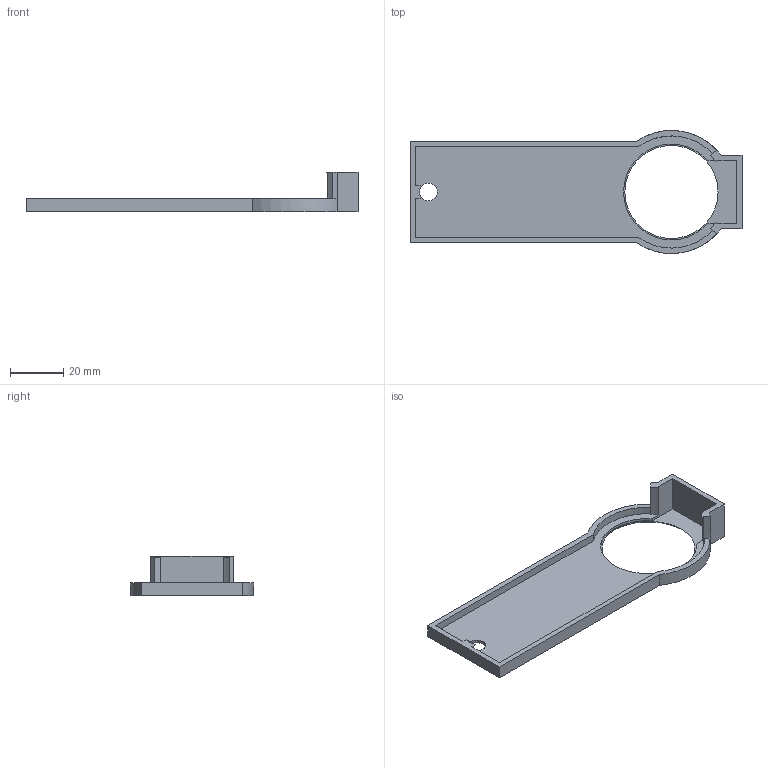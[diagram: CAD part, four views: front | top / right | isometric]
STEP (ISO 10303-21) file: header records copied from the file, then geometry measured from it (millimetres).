
FILE_DESCRIPTION(('FreeCAD Model'),'2;1');
FILE_NAME('Open CASCADE Shape Model','2025-01-13T22:55:11',('Author'),( ''),'Open CASCADE STEP processor 7.8','FreeCAD','Unknown');
FILE_SCHEMA(('AUTOMOTIVE_DESIGN { 1 0 10303 214 1 1 1 1 }'));
Length unit declared in the file: millimetre
Products named in the file (1): Lid
Bounding box: 124.75 x 46.26 x 15 mm (x, y, z)
Volume: 10158.8 mm3; surface area: 11340.6 mm2
Topology: 1 solids, 1 shells, 50 faces, 133 edges, 85 vertices
Faces by surface type: plane 37, cylinder 11, cone 2
Full cylindrical faces by diameter (mm): 6.75 x1
Entity records: 1566 total; most frequent: CARTESIAN_POINT 269, ORIENTED_EDGE 266, DIRECTION 262, EDGE_CURVE 133, LINE 106, VECTOR 106, VERTEX_POINT 85, AXIS2_PLACEMENT_3D 78
